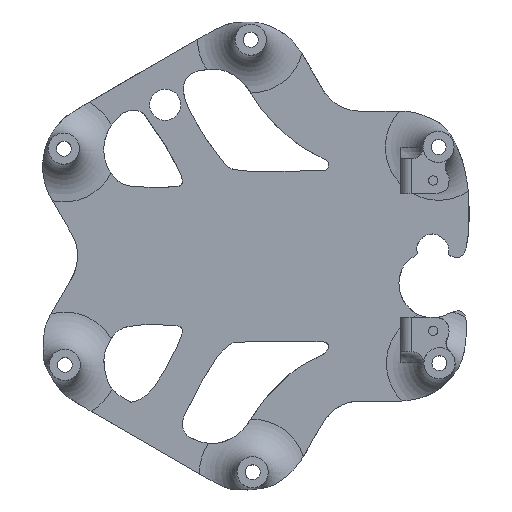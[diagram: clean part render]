
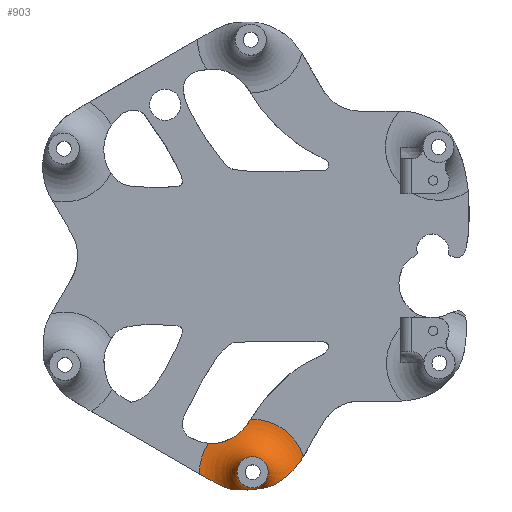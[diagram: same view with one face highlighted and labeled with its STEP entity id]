
A CAD part, top view. The second image highlights one B-rep face of the part: STEP entity #903.
In plain terms, the highlighted toroidal (fillet/blend) face has major radius 9.9 mm and minor radius 7 mm.
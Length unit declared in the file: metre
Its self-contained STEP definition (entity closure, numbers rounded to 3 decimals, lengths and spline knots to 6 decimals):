
#113=CIRCLE('',#942,0.0099);
#114=CIRCLE('',#943,0.0099);
#131=CIRCLE('',#971,0.0029);
#350=ORIENTED_EDGE('',*,*,#451,.F.);
#351=ORIENTED_EDGE('',*,*,#427,.F.);
#352=ORIENTED_EDGE('',*,*,#436,.F.);
#353=ORIENTED_EDGE('',*,*,#425,.F.);
#354=ORIENTED_EDGE('',*,*,#461,.F.);
#425=EDGE_CURVE('',#543,#544,#113,.F.);
#427=EDGE_CURVE('',#545,#546,#114,.F.);
#436=EDGE_CURVE('',#544,#545,#627,.T.);
#451=EDGE_CURVE('',#546,#543,#630,.T.);
#461=EDGE_CURVE('',#568,#568,#131,.T.);
#543=VERTEX_POINT('',#1841);
#544=VERTEX_POINT('',#1843);
#545=VERTEX_POINT('',#1866);
#546=VERTEX_POINT('',#1868);
#568=VERTEX_POINT('',#2557);
#627=B_SPLINE_CURVE_WITH_KNOTS('',3,(#2111,#2112,#2113,#2114,#2115,#2116,
#2117),.UNSPECIFIED.,.F.,.F.,(4,1,1,1,4),(0.,0.002397,0.004794,
0.007191,0.009589),.UNSPECIFIED.);
#630=B_SPLINE_CURVE_WITH_KNOTS('',3,(#2315,#2316,#2317,#2318,#2319,#2320,
#2321,#2322,#2323,#2324,#2325,#2326,#2327,#2328,#2329,#2330,#2331,#2332,
#2333,#2334,#2335,#2336,#2337),.UNSPECIFIED.,.F.,.F.,(4,1,1,1,1,1,1,1,1,
1,1,1,1,1,1,1,1,1,1,1,4),(0.,0.003112,0.004668,0.006224,
0.00778,0.009336,0.010114,0.010892,
0.01167,0.012449,0.012838,0.013227,
0.014005,0.014783,0.015561,0.017117,
0.018673,0.020229,0.021785,0.023341,
0.024897),.UNSPECIFIED.);
#736=EDGE_LOOP('',(#350,#351,#352,#353));
#737=EDGE_LOOP('',(#354));
#836=FACE_BOUND('',#736,.T.);
#837=FACE_BOUND('',#737,.T.);
#854=TOROIDAL_SURFACE('',#1015,0.0099,0.007);
#903=ADVANCED_FACE('',(#836,#837),#854,.F.);
#942=AXIS2_PLACEMENT_3D('',#1842,#1061,#1062);
#943=AXIS2_PLACEMENT_3D('',#1867,#1063,#1064);
#971=AXIS2_PLACEMENT_3D('',#2556,#1120,#1121);
#1015=AXIS2_PLACEMENT_3D('',#2802,#1226,#1227);
#1061=DIRECTION('',(0.,0.,1.));
#1062=DIRECTION('',(1.,0.,0.));
#1063=DIRECTION('',(0.,0.,1.));
#1064=DIRECTION('',(1.,0.,0.));
#1120=DIRECTION('',(0.,0.,1.));
#1121=DIRECTION('',(1.,0.,0.));
#1226=DIRECTION('',(0.,0.,1.));
#1227=DIRECTION('',(1.,0.,0.));
#1841=CARTESIAN_POINT('',(-0.109836,0.181462,0.002));
#1842=CARTESIAN_POINT('',(-0.09994,0.181765,0.002));
#1843=CARTESIAN_POINT('',(-0.108214,0.187202,0.002));
#1866=CARTESIAN_POINT('',(-0.100343,0.191657,0.002));
#1867=CARTESIAN_POINT('',(-0.09994,0.181765,0.002));
#1868=CARTESIAN_POINT('',(-0.090492,0.184723,0.002));
#2111=CARTESIAN_POINT('',(-0.108214,0.187202,0.002));
#2112=CARTESIAN_POINT('',(-0.107408,0.187113,0.002));
#2113=CARTESIAN_POINT('',(-0.105803,0.187236,0.002238));
#2114=CARTESIAN_POINT('',(-0.103595,0.188211,0.002525));
#2115=CARTESIAN_POINT('',(-0.101603,0.189578,0.00224));
#2116=CARTESIAN_POINT('',(-0.10076,0.190965,0.002));
#2117=CARTESIAN_POINT('',(-0.100343,0.191657,0.002));
#2315=CARTESIAN_POINT('',(-0.090492,0.184723,0.002));
#2316=CARTESIAN_POINT('',(-0.091052,0.183832,0.002));
#2317=CARTESIAN_POINT('',(-0.091984,0.182594,0.0022));
#2318=CARTESIAN_POINT('',(-0.093415,0.181184,0.002834));
#2319=CARTESIAN_POINT('',(-0.094518,0.180276,0.003449));
#2320=CARTESIAN_POINT('',(-0.095697,0.179538,0.004211));
#2321=CARTESIAN_POINT('',(-0.096668,0.179165,0.004967));
#2322=CARTESIAN_POINT('',(-0.097433,0.178956,0.005634));
#2323=CARTESIAN_POINT('',(-0.098009,0.178832,0.00615));
#2324=CARTESIAN_POINT('',(-0.098599,0.178728,0.006645));
#2325=CARTESIAN_POINT('',(-0.099161,0.17865,0.006994));
#2326=CARTESIAN_POINT('',(-0.099686,0.178592,0.007058));
#2327=CARTESIAN_POINT('',(-0.100199,0.178545,0.00692));
#2328=CARTESIAN_POINT('',(-0.100736,0.178508,0.006547));
#2329=CARTESIAN_POINT('',(-0.101325,0.178482,0.006035));
#2330=CARTESIAN_POINT('',(-0.102095,0.178468,0.005331));
#2331=CARTESIAN_POINT('',(-0.103072,0.17848,0.004479));
#2332=CARTESIAN_POINT('',(-0.104378,0.178673,0.003621));
#2333=CARTESIAN_POINT('',(-0.105742,0.179265,0.002973));
#2334=CARTESIAN_POINT('',(-0.107061,0.179949,0.002453));
#2335=CARTESIAN_POINT('',(-0.108429,0.180686,0.002092));
#2336=CARTESIAN_POINT('',(-0.109367,0.181202,0.002));
#2337=CARTESIAN_POINT('',(-0.109836,0.181462,0.002));
#2556=CARTESIAN_POINT('',(-0.09994,0.181765,0.009));
#2557=CARTESIAN_POINT('',(-0.09704,0.181765,0.009));
#2802=CARTESIAN_POINT('',(-0.09994,0.181765,0.009));
